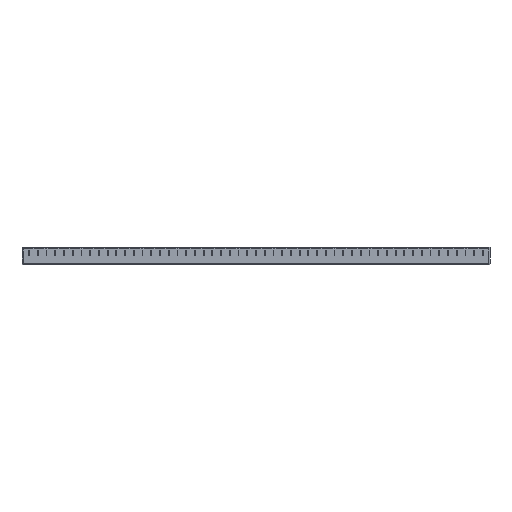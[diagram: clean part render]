
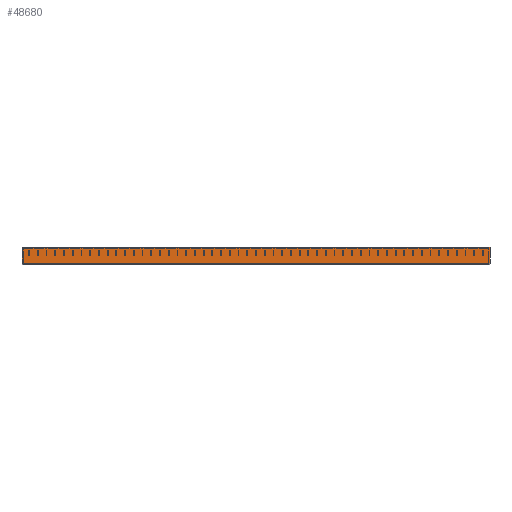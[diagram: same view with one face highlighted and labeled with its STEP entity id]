
A CAD part, top view. The second image highlights one B-rep face of the part: STEP entity #48680.
In plain terms, the highlighted planar face has unit normal (0, 0, 1).
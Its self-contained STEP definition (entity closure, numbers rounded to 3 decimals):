
#8478 = DIRECTION ( 'NONE',  ( -1., 0., 0. ) ) ;
#16816 = VERTEX_POINT ( 'NONE', #217391 ) ;
#18899 = ORIENTED_EDGE ( 'NONE', *, *, #122275, .F. ) ;
#30484 = CARTESIAN_POINT ( 'NONE',  ( 590., 10., 0. ) ) ;
#32035 = DIRECTION ( 'NONE',  ( 0., -1., 0. ) ) ;
#32316 = LINE ( 'NONE', #30484, #68171 ) ;
#37069 = DIRECTION ( 'NONE',  ( 0., 0., -1. ) ) ;
#38878 = VERTEX_POINT ( 'NONE', #226522 ) ;
#39301 = VERTEX_POINT ( 'NONE', #190381 ) ;
#41359 = LINE ( 'NONE', #78703, #121485 ) ;
#46727 = EDGE_CURVE ( 'NONE', #16816, #39301, #175465, .T. ) ;
#48680 = ADVANCED_FACE ( 'NONE', ( #177148 ), #196115, .F. ) ;
#68171 = VECTOR ( 'NONE', #32035, 1000. ) ;
#78703 = CARTESIAN_POINT ( 'NONE',  ( 590., 10., 0. ) ) ;
#114884 = EDGE_CURVE ( 'NONE', #114900, #16816, #32316, .T. ) ;
#114900 = VERTEX_POINT ( 'NONE', #153266 ) ;
#121485 = VECTOR ( 'NONE', #8478, 1000. ) ;
#122275 = EDGE_CURVE ( 'NONE', #39301, #38878, #153515, .T. ) ;
#122661 = ORIENTED_EDGE ( 'NONE', *, *, #46727, .F. ) ;
#142752 = CARTESIAN_POINT ( 'NONE',  ( 590., 10., 0. ) ) ;
#143599 = EDGE_LOOP ( 'NONE', ( #167394, #18899, #122661, #209403 ) ) ;
#153266 = CARTESIAN_POINT ( 'NONE',  ( 590., 10., 0. ) ) ;
#153515 = B_SPLINE_CURVE_WITH_KNOTS ( 'NONE', 3,
 ( #217063, #182209, #201571, #200040 ),
 .UNSPECIFIED., .F., .F.,
 ( 4, 4 ),
 ( 0., 1. ),
 .UNSPECIFIED. ) ;
#167394 = ORIENTED_EDGE ( 'NONE', *, *, #225184, .T. ) ;
#174734 = DIRECTION ( 'NONE',  ( -1., 0., 0. ) ) ;
#175465 = LINE ( 'NONE', #210399, #219860 ) ;
#177148 = FACE_OUTER_BOUND ( 'NONE', #143599, .T. ) ;
#178281 = DIRECTION ( 'NONE',  ( 0., 1., 0. ) ) ;
#182209 = CARTESIAN_POINT ( 'NONE',  ( 0., -3.333, 0. ) ) ;
#190381 = CARTESIAN_POINT ( 'NONE',  ( 0., -10., 0. ) ) ;
#196115 = PLANE ( 'NONE',  #219679 ) ;
#200040 = CARTESIAN_POINT ( 'NONE',  ( 0., 10., 0. ) ) ;
#201571 = CARTESIAN_POINT ( 'NONE',  ( 0., 3.333, 0. ) ) ;
#209403 = ORIENTED_EDGE ( 'NONE', *, *, #114884, .F. ) ;
#210399 = CARTESIAN_POINT ( 'NONE',  ( 590., -10., 0. ) ) ;
#217063 = CARTESIAN_POINT ( 'NONE',  ( 0., -10., 0. ) ) ;
#217391 = CARTESIAN_POINT ( 'NONE',  ( 590., -10., 0. ) ) ;
#219679 = AXIS2_PLACEMENT_3D ( 'NONE', #142752, #37069, #178281 ) ;
#219860 = VECTOR ( 'NONE', #174734, 1000. ) ;
#225184 = EDGE_CURVE ( 'NONE', #114900, #38878, #41359, .T. ) ;
#226522 = CARTESIAN_POINT ( 'NONE',  ( 0., 10., 0. ) ) ;
